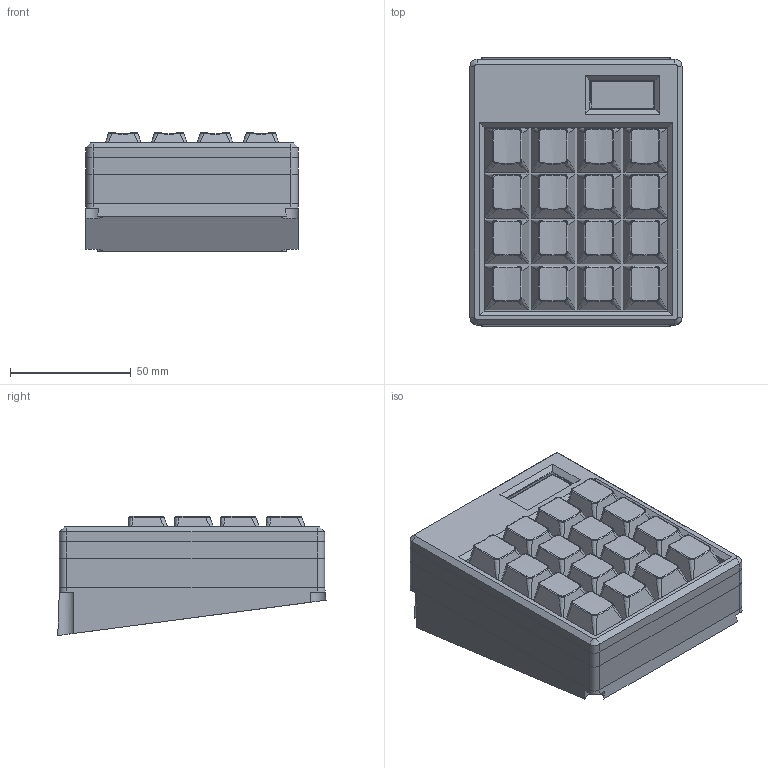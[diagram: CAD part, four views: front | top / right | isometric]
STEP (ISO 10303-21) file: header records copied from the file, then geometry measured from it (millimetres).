
FILE_DESCRIPTION(/* description */ ('STEP AP242 Edition 2','CAx-IF Rec.Pracs.---Representation and Presentation of Product Manufacturing Information (PMI)---4.0---2014-10-13','CAx-IF Rec.Pracs.---3D Tessellated Geometry---0.4---2014-09-14','2;1','CAx-IF Rec.Pracs.---User Defined Attributes---1.5---2016-08-15'),/* implementation_level */ '2;1');
FILE_NAME(/* name */ '692c9bf646bea08d418b1b51',/* time_stamp */ '2025-11-30T19:33:13Z',/* author */ (''),/* organization */ (''),/* preprocessor_version */ 'ST-DEVELOPER v20',/* originating_system */ 'ONSHAPE BY PTC INC, 1.207',/* authorisation */ ' ');
FILE_SCHEMA (('AP242_MANAGED_MODEL_BASED_3D_ENGINEERING_MIM_LF { 1 0 10303 442 3 1 4 }'));
Products named in the file (22): 128x32-OLED-v1-68d76ac0-2716-556b-bbf7-fd4dc3383933; r1_100; Part 198; Part 199; Part 200; Part 201; HackPad_PCB
Bounding box: 88 x 111.36 x 49.37 mm (x, y, z)
Volume: 236947.2 mm3; surface area: 128478.1 mm2
Topology: 22 solids, 22 shells, 1624 faces, 4116 edges, 2617 vertices
Faces by surface type: plane 963, cylinder 417, bspline 224, torus 16, cone 4
Full cylindrical faces by diameter (mm): 0.9 x32, 1 x8, 1.5 x32, 1.7 x32, 2.9 x7, 3.2 x3, 3.4 x12, 4 x16, 6 x16, 6.9 x3
Entity records: 57131 total; most frequent: CARTESIAN_POINT 18013, ORIENTED_EDGE 7910, DIRECTION 7282, EDGE_CURVE 3955, VERTEX_POINT 2617, AXIS2_PLACEMENT_3D 2428, LINE 2426, VECTOR 2426
